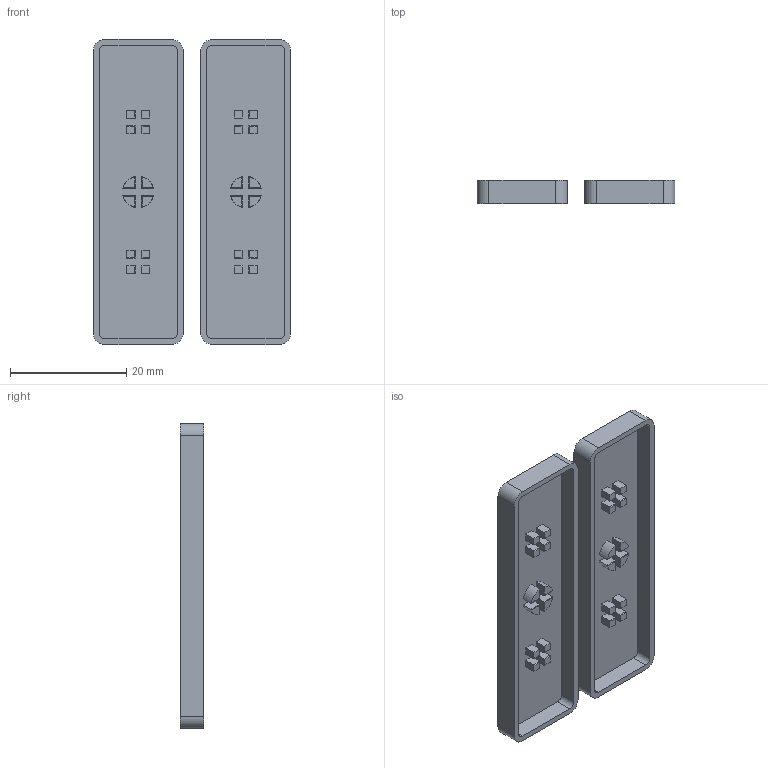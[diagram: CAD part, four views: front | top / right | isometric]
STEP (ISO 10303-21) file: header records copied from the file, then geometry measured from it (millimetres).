
FILE_DESCRIPTION(/* description */ (''),/* implementation_level */ '2;1');
FILE_NAME(/* name */ 'keys_v2.step',/* time_stamp */ '2025-05-10T15:59:56+01:00',/* author */ (''),/* organization */ (''),/* preprocessor_version */ 'ST-DEVELOPER v20.1',/* originating_system */ 'Autodesk Translation Framework v14.4.0.0',/* authorisation */ '');
FILE_SCHEMA (('AUTOMOTIVE_DESIGN { 1 0 10303 214 3 1 1 }'));
Length unit declared in the file: millimetre
Products named in the file (2): keys_v2; key_short_v2
Assembly tree (2 placements, depth 2):
  keys_v2
    key_short_v2  x2
Bounding box: 34 x 4 x 52.5 mm (x, y, z)
Volume: 2507.3 mm3; surface area: 5349.9 mm2
Topology: 2 solids, 2 shells, 198 faces, 480 edges, 312 vertices
Faces by surface type: plane 174, cylinder 24
Entity records: 2911 total; most frequent: CARTESIAN_POINT 499, ORIENTED_EDGE 480, DIRECTION 478, EDGE_CURVE 240, LINE 208, VECTOR 208, VERTEX_POINT 156, AXIS2_PLACEMENT_3D 135
